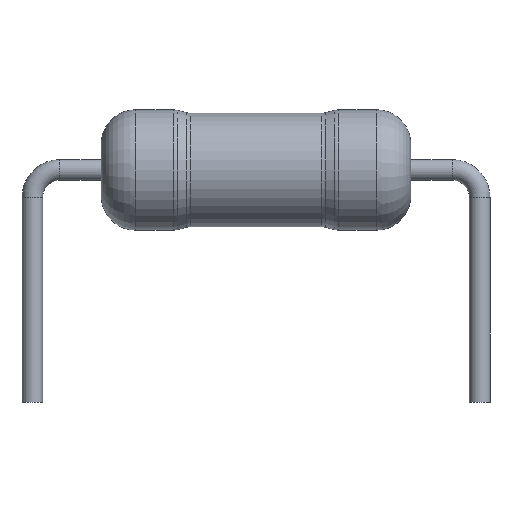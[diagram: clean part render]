
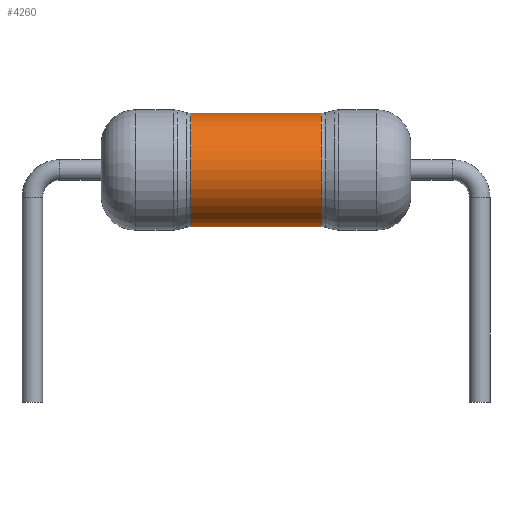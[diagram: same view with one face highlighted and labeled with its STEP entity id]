
A CAD part, front view. The second image highlights one B-rep face of the part: STEP entity #4260.
In plain terms, the highlighted cylindrical face has radius 1.65 mm (diameter 3.3 mm), a partial arc.
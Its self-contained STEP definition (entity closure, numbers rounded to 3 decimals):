
#287 = FACE_OUTER_BOUND ( 'NONE', #1191, .T. ) ;
#979 = DIRECTION ( 'NONE',  ( 1., 0., 0. ) ) ;
#1148 = VERTEX_POINT ( 'NONE', #11284 ) ;
#1153 = CYLINDRICAL_SURFACE ( 'NONE', #11735, 1.65 ) ;
#1191 = EDGE_LOOP ( 'NONE', ( #6920, #5272, #8868, #8626 ) ) ;
#2330 = CARTESIAN_POINT ( 'NONE',  ( 1.9, 0., 1.75 ) ) ;
#2509 = CIRCLE ( 'NONE', #4596, 1.65 ) ;
#3537 = CARTESIAN_POINT ( 'NONE',  ( -1.9, 0., 1.75 ) ) ;
#3546 = DIRECTION ( 'NONE',  ( 0., 0., -1. ) ) ;
#4260 = ADVANCED_FACE ( 'NONE', ( #287 ), #1153, .T. ) ;
#4354 = VERTEX_POINT ( 'NONE', #8075 ) ;
#4596 = AXIS2_PLACEMENT_3D ( 'NONE', #2330, #11885, #3546 ) ;
#5272 = ORIENTED_EDGE ( 'NONE', *, *, #12472, .T. ) ;
#5538 = CARTESIAN_POINT ( 'NONE',  ( -4.5, 0., 3.4 ) ) ;
#5648 = EDGE_CURVE ( 'NONE', #1148, #4354, #8620, .T. ) ;
#5662 = EDGE_CURVE ( 'NONE', #4354, #7428, #2509, .T. ) ;
#5802 = VERTEX_POINT ( 'NONE', #6130 ) ;
#6130 = CARTESIAN_POINT ( 'NONE',  ( -1.9, 0., 0.1 ) ) ;
#6605 = CIRCLE ( 'NONE', #11365, 1.65 ) ;
#6741 = VECTOR ( 'NONE', #979, 1000. ) ;
#6920 = ORIENTED_EDGE ( 'NONE', *, *, #5648, .F. ) ;
#7428 = VERTEX_POINT ( 'NONE', #13987 ) ;
#7575 = DIRECTION ( 'NONE',  ( 0., 0., -1. ) ) ;
#7816 = DIRECTION ( 'NONE',  ( 1., 0., 0. ) ) ;
#8075 = CARTESIAN_POINT ( 'NONE',  ( 1.9, 0., 3.4 ) ) ;
#8620 = LINE ( 'NONE', #5538, #9281 ) ;
#8626 = ORIENTED_EDGE ( 'NONE', *, *, #5662, .F. ) ;
#8868 = ORIENTED_EDGE ( 'NONE', *, *, #12962, .T. ) ;
#9281 = VECTOR ( 'NONE', #9971, 1000. ) ;
#9789 = DIRECTION ( 'NONE',  ( 1., 0., 0. ) ) ;
#9971 = DIRECTION ( 'NONE',  ( 1., 0., 0. ) ) ;
#10076 = CARTESIAN_POINT ( 'NONE',  ( -4.5, 0., 1.75 ) ) ;
#10693 = CARTESIAN_POINT ( 'NONE',  ( -4.5, 0., 0.1 ) ) ;
#11284 = CARTESIAN_POINT ( 'NONE',  ( -1.9, 0., 3.4 ) ) ;
#11365 = AXIS2_PLACEMENT_3D ( 'NONE', #3537, #7816, #12006 ) ;
#11735 = AXIS2_PLACEMENT_3D ( 'NONE', #10076, #9789, #7575 ) ;
#11885 = DIRECTION ( 'NONE',  ( 1., 0., 0. ) ) ;
#12006 = DIRECTION ( 'NONE',  ( 0., 0., -1. ) ) ;
#12472 = EDGE_CURVE ( 'NONE', #1148, #5802, #6605, .T. ) ;
#12962 = EDGE_CURVE ( 'NONE', #5802, #7428, #14001, .T. ) ;
#13987 = CARTESIAN_POINT ( 'NONE',  ( 1.9, 0., 0.1 ) ) ;
#14001 = LINE ( 'NONE', #10693, #6741 ) ;
